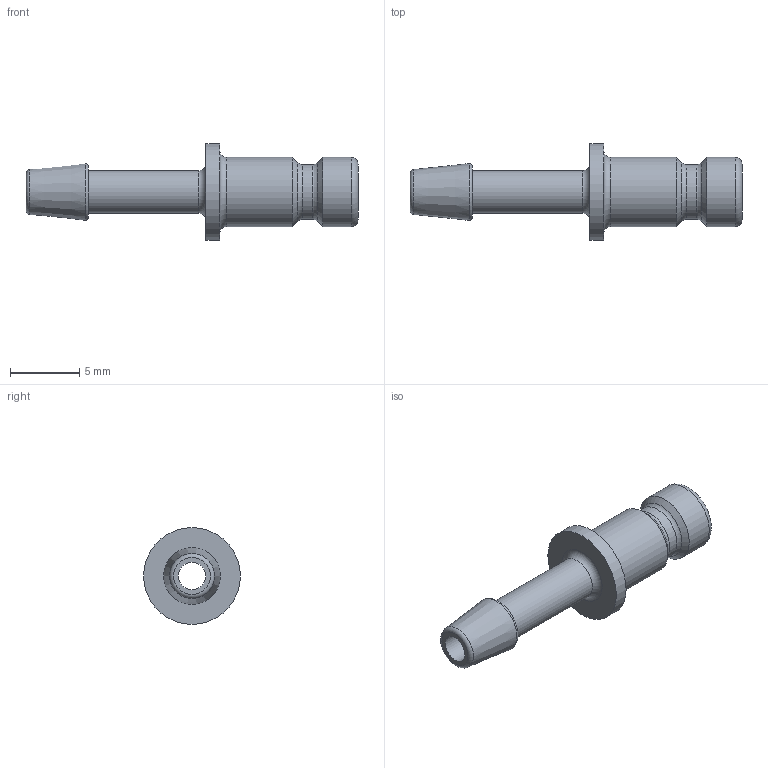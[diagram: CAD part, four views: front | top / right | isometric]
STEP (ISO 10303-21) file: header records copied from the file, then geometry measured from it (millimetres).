
FILE_DESCRIPTION((''),'2;1');
FILE_NAME('20sftf03mxn.stp','2012-09-12T08:46:43',('AS035480'),(''),'Autodesk Inventor 2011','Autodesk Inventor 2011','');
FILE_SCHEMA(('AUTOMOTIVE_DESIGN { 1 0 10303 214 1 1 1 1 }'));
Length unit declared in the file: millimetre
Products named in the file (1): D104102
Bounding box: 24 x 7 x 7 mm (x, y, z)
Volume: 236 mm3; surface area: 549.8 mm2
Topology: 1 solids, 1 shells, 23 faces, 41 edges, 23 vertices
Faces by surface type: torus 7, cylinder 7, plane 5, cone 4
Full cylindrical faces by diameter (mm): 2 x1, 2.7 x1, 3.1 x1, 3.95 x1, 5 x2, 7 x1
Entity records: 494 total; most frequent: DIRECTION 94, CARTESIAN_POINT 70, AXIS2_PLACEMENT_3D 47, ORIENTED_EDGE 46, EDGE_LOOP 46, VERTEX_POINT 23, CIRCLE 23, EDGE_CURVE 23
